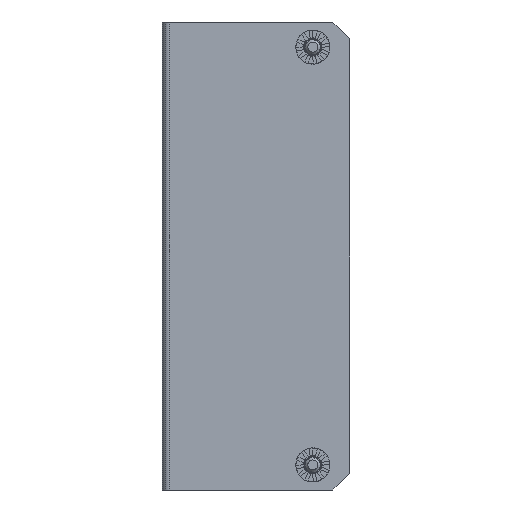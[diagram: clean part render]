
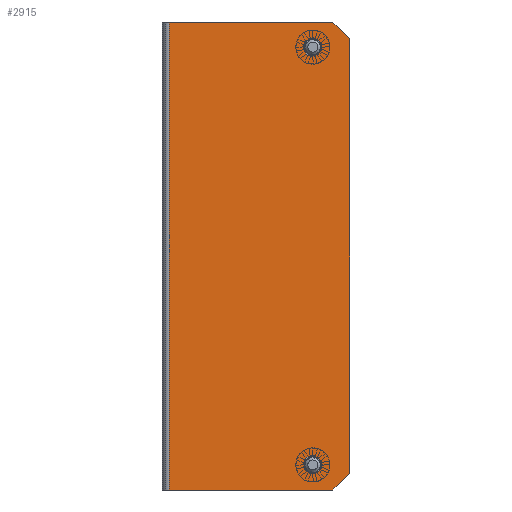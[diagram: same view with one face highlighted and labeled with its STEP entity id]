
A CAD part, front view. The second image highlights one B-rep face of the part: STEP entity #2915.
In plain terms, the highlighted planar face has unit normal (0, -1, 0).
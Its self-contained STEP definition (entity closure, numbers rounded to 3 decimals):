
#61 = CARTESIAN_POINT ( 'NONE',  ( 0., -1., 70. ) ) ;
#98 = EDGE_LOOP ( 'NONE', ( #1941, #3403 ) ) ;
#129 = CARTESIAN_POINT ( 'NONE',  ( 55., -1., 65. ) ) ;
#275 = CARTESIAN_POINT ( 'NONE',  ( 44., -1., -62.5 ) ) ;
#294 = ORIENTED_EDGE ( 'NONE', *, *, #2908, .F. ) ;
#298 = FACE_BOUND ( 'NONE', #2909, .T. ) ;
#314 = EDGE_CURVE ( 'NONE', #2695, #2489, #2296, .T. ) ;
#317 = DIRECTION ( 'NONE',  ( 0., 0., 1. ) ) ;
#318 = VECTOR ( 'NONE', #1328, 1000. ) ;
#354 = CARTESIAN_POINT ( 'NONE',  ( 55., -1., 70. ) ) ;
#599 = ORIENTED_EDGE ( 'NONE', *, *, #613, .T. ) ;
#613 = EDGE_CURVE ( 'NONE', #1001, #1259, #1967, .T. ) ;
#681 = CIRCLE ( 'NONE', #2818, 2.75 ) ;
#727 = VERTEX_POINT ( 'NONE', #3439 ) ;
#773 = CARTESIAN_POINT ( 'NONE',  ( 44., -1., -59.75 ) ) ;
#806 = DIRECTION ( 'NONE',  ( 0., 0., -1. ) ) ;
#944 = LINE ( 'NONE', #2108, #1887 ) ;
#970 = VECTOR ( 'NONE', #2929, 1000. ) ;
#1000 = EDGE_CURVE ( 'NONE', #2489, #2446, #2986, .T. ) ;
#1001 = VERTEX_POINT ( 'NONE', #2132 ) ;
#1044 = DIRECTION ( 'NONE',  ( 0., 1., 0. ) ) ;
#1055 = AXIS2_PLACEMENT_3D ( 'NONE', #275, #1441, #2599 ) ;
#1077 = CARTESIAN_POINT ( 'NONE',  ( 44., -1., 62.5 ) ) ;
#1079 = DIRECTION ( 'NONE',  ( 1., 0., 0. ) ) ;
#1158 = EDGE_CURVE ( 'NONE', #3211, #3381, #3427, .T. ) ;
#1175 = CARTESIAN_POINT ( 'NONE',  ( 50., -1., -70. ) ) ;
#1259 = VERTEX_POINT ( 'NONE', #1963 ) ;
#1272 = CARTESIAN_POINT ( 'NONE',  ( 1., -1., 70. ) ) ;
#1328 = DIRECTION ( 'NONE',  ( 1., 0., 0. ) ) ;
#1395 = CARTESIAN_POINT ( 'NONE',  ( 1., -1., 70. ) ) ;
#1441 = DIRECTION ( 'NONE',  ( 0., 1., 0. ) ) ;
#1633 = CARTESIAN_POINT ( 'NONE',  ( 0., -1., -70. ) ) ;
#1716 = EDGE_CURVE ( 'NONE', #1259, #1001, #681, .T. ) ;
#1755 = LINE ( 'NONE', #354, #970 ) ;
#1773 = VERTEX_POINT ( 'NONE', #2315 ) ;
#1805 = PLANE ( 'NONE',  #3530 ) ;
#1819 = FACE_BOUND ( 'NONE', #98, .T. ) ;
#1883 = CARTESIAN_POINT ( 'NONE',  ( 44., -1., -62.5 ) ) ;
#1887 = VECTOR ( 'NONE', #2962, 1000. ) ;
#1899 = EDGE_CURVE ( 'NONE', #3381, #3211, #2580, .T. ) ;
#1941 = ORIENTED_EDGE ( 'NONE', *, *, #1158, .T. ) ;
#1956 = DIRECTION ( 'NONE',  ( 0., 1., 0. ) ) ;
#1963 = CARTESIAN_POINT ( 'NONE',  ( 44., -1., 65.25 ) ) ;
#1967 = CIRCLE ( 'NONE', #2084, 2.75 ) ;
#2026 = ORIENTED_EDGE ( 'NONE', *, *, #1716, .T. ) ;
#2040 = CARTESIAN_POINT ( 'NONE',  ( 44., -1., -65.25 ) ) ;
#2053 = LINE ( 'NONE', #1175, #2673 ) ;
#2057 = DIRECTION ( 'NONE',  ( 0., 1., 0. ) ) ;
#2084 = AXIS2_PLACEMENT_3D ( 'NONE', #2720, #3025, #3332 ) ;
#2108 = CARTESIAN_POINT ( 'NONE',  ( 55., -1., 65. ) ) ;
#2132 = CARTESIAN_POINT ( 'NONE',  ( 44., -1., 59.75 ) ) ;
#2145 = VERTEX_POINT ( 'NONE', #129 ) ;
#2223 = LINE ( 'NONE', #2284, #3405 ) ;
#2279 = VECTOR ( 'NONE', #806, 1000. ) ;
#2284 = CARTESIAN_POINT ( 'NONE',  ( 0., -1., 70. ) ) ;
#2296 = LINE ( 'NONE', #1395, #2279 ) ;
#2315 = CARTESIAN_POINT ( 'NONE',  ( 50., -1., 70. ) ) ;
#2376 = FACE_OUTER_BOUND ( 'NONE', #3730, .T. ) ;
#2446 = VERTEX_POINT ( 'NONE', #2919 ) ;
#2489 = VERTEX_POINT ( 'NONE', #3287 ) ;
#2565 = ORIENTED_EDGE ( 'NONE', *, *, #3364, .T. ) ;
#2580 = CIRCLE ( 'NONE', #1055, 2.75 ) ;
#2599 = DIRECTION ( 'NONE',  ( 0., 0., 1. ) ) ;
#2673 = VECTOR ( 'NONE', #2944, 1000. ) ;
#2695 = VERTEX_POINT ( 'NONE', #1272 ) ;
#2720 = CARTESIAN_POINT ( 'NONE',  ( 44., -1., 62.5 ) ) ;
#2790 = DIRECTION ( 'NONE',  ( 0., 0., 1. ) ) ;
#2818 = AXIS2_PLACEMENT_3D ( 'NONE', #1077, #1956, #2790 ) ;
#2833 = ORIENTED_EDGE ( 'NONE', *, *, #314, .T. ) ;
#2908 = EDGE_CURVE ( 'NONE', #2145, #727, #1755, .T. ) ;
#2909 = EDGE_LOOP ( 'NONE', ( #2026, #599 ) ) ;
#2915 = ADVANCED_FACE ( 'NONE', ( #298, #1819, #2376 ), #1805, .F. ) ;
#2919 = CARTESIAN_POINT ( 'NONE',  ( 50., -1., -70. ) ) ;
#2929 = DIRECTION ( 'NONE',  ( 0., 0., -1. ) ) ;
#2944 = DIRECTION ( 'NONE',  ( 0.707, 0., 0.707 ) ) ;
#2962 = DIRECTION ( 'NONE',  ( -0.707, 0., 0.707 ) ) ;
#2986 = LINE ( 'NONE', #1633, #318 ) ;
#3025 = DIRECTION ( 'NONE',  ( 0., 1., 0. ) ) ;
#3039 = DIRECTION ( 'NONE',  ( 0., 0., 1. ) ) ;
#3059 = ORIENTED_EDGE ( 'NONE', *, *, #3288, .F. ) ;
#3077 = ORIENTED_EDGE ( 'NONE', *, *, #3467, .T. ) ;
#3211 = VERTEX_POINT ( 'NONE', #773 ) ;
#3287 = CARTESIAN_POINT ( 'NONE',  ( 1., -1., -70. ) ) ;
#3288 = EDGE_CURVE ( 'NONE', #2695, #1773, #2223, .T. ) ;
#3332 = DIRECTION ( 'NONE',  ( 0., 0., 1. ) ) ;
#3364 = EDGE_CURVE ( 'NONE', #2446, #727, #2053, .T. ) ;
#3381 = VERTEX_POINT ( 'NONE', #2040 ) ;
#3403 = ORIENTED_EDGE ( 'NONE', *, *, #1899, .T. ) ;
#3405 = VECTOR ( 'NONE', #1079, 1000. ) ;
#3427 = CIRCLE ( 'NONE', #3551, 2.75 ) ;
#3439 = CARTESIAN_POINT ( 'NONE',  ( 55., -1., -65. ) ) ;
#3467 = EDGE_CURVE ( 'NONE', #2145, #1773, #944, .T. ) ;
#3504 = ORIENTED_EDGE ( 'NONE', *, *, #1000, .T. ) ;
#3530 = AXIS2_PLACEMENT_3D ( 'NONE', #61, #2057, #317 ) ;
#3551 = AXIS2_PLACEMENT_3D ( 'NONE', #1883, #1044, #3039 ) ;
#3730 = EDGE_LOOP ( 'NONE', ( #3504, #2565, #294, #3077, #3059, #2833 ) ) ;
